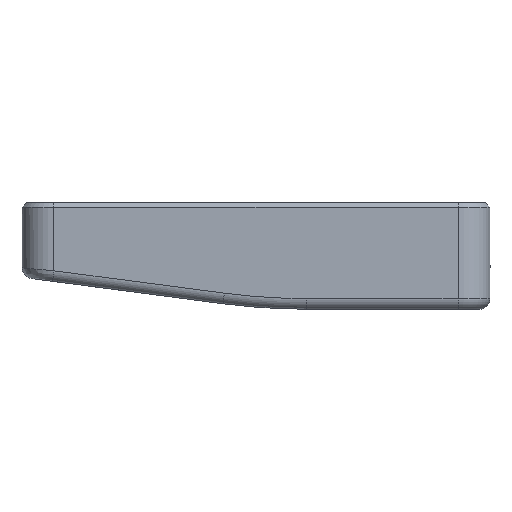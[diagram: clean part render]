
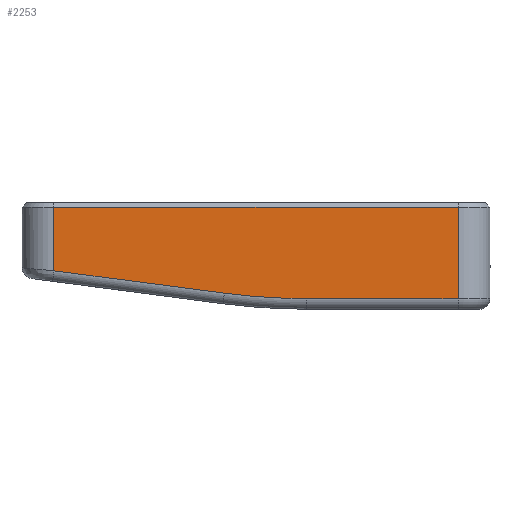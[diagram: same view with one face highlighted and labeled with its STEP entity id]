
A CAD part, left-side view. The second image highlights one B-rep face of the part: STEP entity #2253.
In plain terms, the highlighted face is planar.
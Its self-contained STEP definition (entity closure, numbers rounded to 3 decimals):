
#99=PLANE('',#2492);
#203=LINE('',#3704,#406);
#216=LINE('',#3743,#419);
#255=LINE('',#3988,#458);
#257=LINE('',#4000,#460);
#264=LINE('',#4030,#467);
#406=VECTOR('',#2816,10.);
#419=VECTOR('',#2857,10.);
#458=VECTOR('',#2980,10.);
#460=VECTOR('',#2994,10.);
#467=VECTOR('',#3037,10.);
#595=CIRCLE('',#2471,59.);
#768=FACE_OUTER_BOUND('',#908,.T.);
#908=EDGE_LOOP('',(#1888,#1889,#1890,#1891,#1892,#1893));
#1081=VERTEX_POINT('',#3693);
#1084=VERTEX_POINT('',#3702);
#1096=VERTEX_POINT('',#3741);
#1129=VERTEX_POINT('',#3986);
#1131=VERTEX_POINT('',#3992);
#1133=VERTEX_POINT('',#3998);
#1316=EDGE_CURVE('',#1084,#1081,#203,.T.);
#1336=EDGE_CURVE('',#1096,#1084,#216,.T.);
#1396=EDGE_CURVE('',#1129,#1096,#255,.T.);
#1399=EDGE_CURVE('',#1131,#1129,#595,.T.);
#1402=EDGE_CURVE('',#1133,#1131,#257,.T.);
#1418=EDGE_CURVE('',#1081,#1133,#264,.T.);
#1888=ORIENTED_EDGE('',*,*,#1316,.F.);
#1889=ORIENTED_EDGE('',*,*,#1336,.F.);
#1890=ORIENTED_EDGE('',*,*,#1396,.F.);
#1891=ORIENTED_EDGE('',*,*,#1399,.F.);
#1892=ORIENTED_EDGE('',*,*,#1402,.F.);
#1893=ORIENTED_EDGE('',*,*,#1418,.F.);
#2253=ADVANCED_FACE('',(#768),#99,.T.);
#2471=AXIS2_PLACEMENT_3D('',#3994,#2986,#2987);
#2492=AXIS2_PLACEMENT_3D('',#4029,#3035,#3036);
#2816=DIRECTION('',(0.,-1.,0.));
#2857=DIRECTION('',(0.,0.,-1.));
#2980=DIRECTION('',(0.,0.991,-0.131));
#2986=DIRECTION('center_axis',(-1.,0.,0.));
#2987=DIRECTION('ref_axis',(0.,0.065,0.998));
#2994=DIRECTION('',(0.,1.,0.));
#3035=DIRECTION('center_axis',(1.,0.,0.));
#3036=DIRECTION('ref_axis',(0.,-1.,0.));
#3037=DIRECTION('',(0.,0.,1.));
#3693=CARTESIAN_POINT('',(331.999,-34.,117.496));
#3702=CARTESIAN_POINT('',(331.999,4.,117.496));
#3704=CARTESIAN_POINT('',(331.999,1.075,117.496));
#3741=CARTESIAN_POINT('',(331.999,4.,123.482));
#3743=CARTESIAN_POINT('',(331.999,4.,124.096));
#3986=CARTESIAN_POINT('',(331.999,-12.019,125.591));
#3988=CARTESIAN_POINT('',(331.999,6.87,123.105));
#3992=CARTESIAN_POINT('',(331.999,-19.72,126.096));
#3994=CARTESIAN_POINT('Origin',(331.999,-19.72,67.096));
#3998=CARTESIAN_POINT('',(331.999,-34.,126.096));
#4000=CARTESIAN_POINT('',(331.999,-4.25,126.096));
#4029=CARTESIAN_POINT('Origin',(331.999,7.,124.096));
#4030=CARTESIAN_POINT('',(331.999,-34.,124.096));
